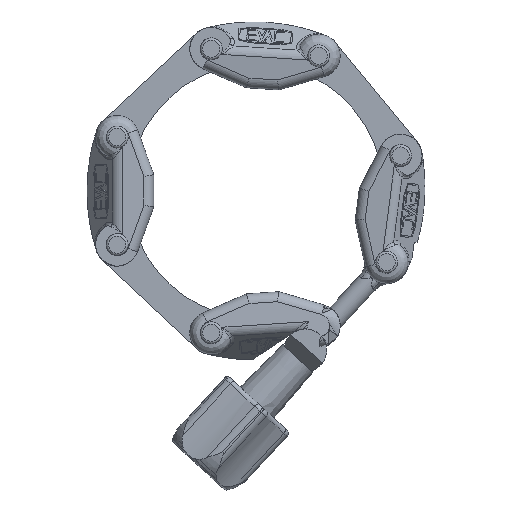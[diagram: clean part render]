
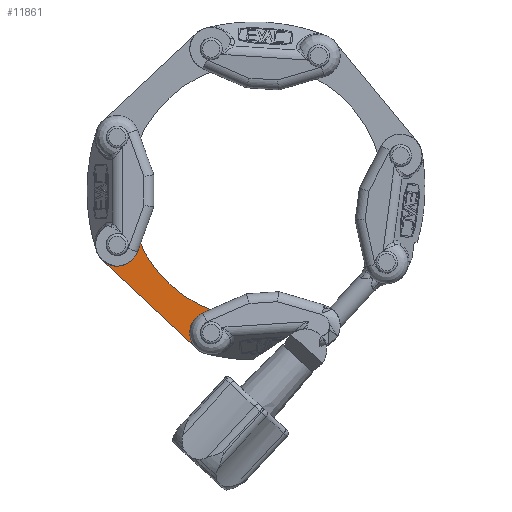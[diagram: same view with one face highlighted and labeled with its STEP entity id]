
A CAD part, left-side view. The second image highlights one B-rep face of the part: STEP entity #11861.
In plain terms, the highlighted face is planar.
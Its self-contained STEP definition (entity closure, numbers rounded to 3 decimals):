
#278=CIRCLE('',#12764,2.5);
#279=CIRCLE('',#12765,2.5);
#280=CIRCLE('',#12766,5.);
#281=CIRCLE('',#12767,30.);
#282=CIRCLE('',#12768,5.);
#3829=ORIENTED_EDGE('',*,*,#5826,.T.);
#3830=ORIENTED_EDGE('',*,*,#5827,.T.);
#3831=ORIENTED_EDGE('',*,*,#5828,.F.);
#3832=ORIENTED_EDGE('',*,*,#5829,.F.);
#3833=ORIENTED_EDGE('',*,*,#5830,.F.);
#3834=ORIENTED_EDGE('',*,*,#5831,.F.);
#5826=EDGE_CURVE('',#7075,#7075,#278,.T.);
#5827=EDGE_CURVE('',#7076,#7076,#279,.T.);
#5828=EDGE_CURVE('',#7077,#7078,#280,.T.);
#5829=EDGE_CURVE('',#7079,#7077,#281,.T.);
#5830=EDGE_CURVE('',#7080,#7079,#282,.T.);
#5831=EDGE_CURVE('',#7078,#7080,#8325,.T.);
#7075=VERTEX_POINT('',#22670);
#7076=VERTEX_POINT('',#22672);
#7077=VERTEX_POINT('',#22674);
#7078=VERTEX_POINT('',#22675);
#7079=VERTEX_POINT('',#22677);
#7080=VERTEX_POINT('',#22679);
#8325=LINE('',#22680,#9448);
#9448=VECTOR('',#15343,1000.);
#10067=EDGE_LOOP('',(#3829));
#10068=EDGE_LOOP('',(#3830));
#10069=EDGE_LOOP('',(#3831,#3832,#3833,#3834));
#10779=FACE_BOUND('',#10067,.T.);
#10780=FACE_BOUND('',#10068,.T.);
#10781=FACE_BOUND('',#10069,.T.);
#11312=PLANE('',#12763);
#11861=ADVANCED_FACE('',(#10779,#10780,#10781),#11312,.F.);
#12763=AXIS2_PLACEMENT_3D('',#22668,#15331,#15332);
#12764=AXIS2_PLACEMENT_3D('',#22669,#15333,#15334);
#12765=AXIS2_PLACEMENT_3D('',#22671,#15335,#15336);
#12766=AXIS2_PLACEMENT_3D('',#22673,#15337,#15338);
#12767=AXIS2_PLACEMENT_3D('',#22676,#15339,#15340);
#12768=AXIS2_PLACEMENT_3D('',#22678,#15341,#15342);
#15331=DIRECTION('',(0.,0.,1.));
#15332=DIRECTION('',(1.,0.,0.));
#15333=DIRECTION('',(0.,0.,1.));
#15334=DIRECTION('',(-1.,0.,0.));
#15335=DIRECTION('',(0.,0.,1.));
#15336=DIRECTION('',(-1.,0.,0.));
#15337=DIRECTION('',(0.,0.,1.));
#15338=DIRECTION('',(1.,0.,0.));
#15339=DIRECTION('',(0.,0.,-1.));
#15340=DIRECTION('',(-0.429,-0.904,0.));
#15341=DIRECTION('',(0.,0.,1.));
#15342=DIRECTION('',(1.,0.,0.));
#15343=DIRECTION('',(-1.,0.,0.));
#22668=CARTESIAN_POINT('',(14.896,31.646,-1.));
#22669=CARTESIAN_POINT('',(-15.,31.623,-1.));
#22670=CARTESIAN_POINT('',(-17.5,31.623,-1.));
#22671=CARTESIAN_POINT('',(15.,31.623,-1.));
#22672=CARTESIAN_POINT('',(12.5,31.623,-1.));
#22673=CARTESIAN_POINT('',(15.,31.623,-1.));
#22674=CARTESIAN_POINT('',(12.857,27.105,-1.));
#22675=CARTESIAN_POINT('',(15.,36.623,-1.));
#22676=CARTESIAN_POINT('',(0.,0.,-1.));
#22677=CARTESIAN_POINT('',(-12.857,27.105,-1.));
#22678=CARTESIAN_POINT('',(-15.,31.623,-1.));
#22679=CARTESIAN_POINT('',(-15.,36.623,-1.));
#22680=CARTESIAN_POINT('',(15.,36.623,-1.));
